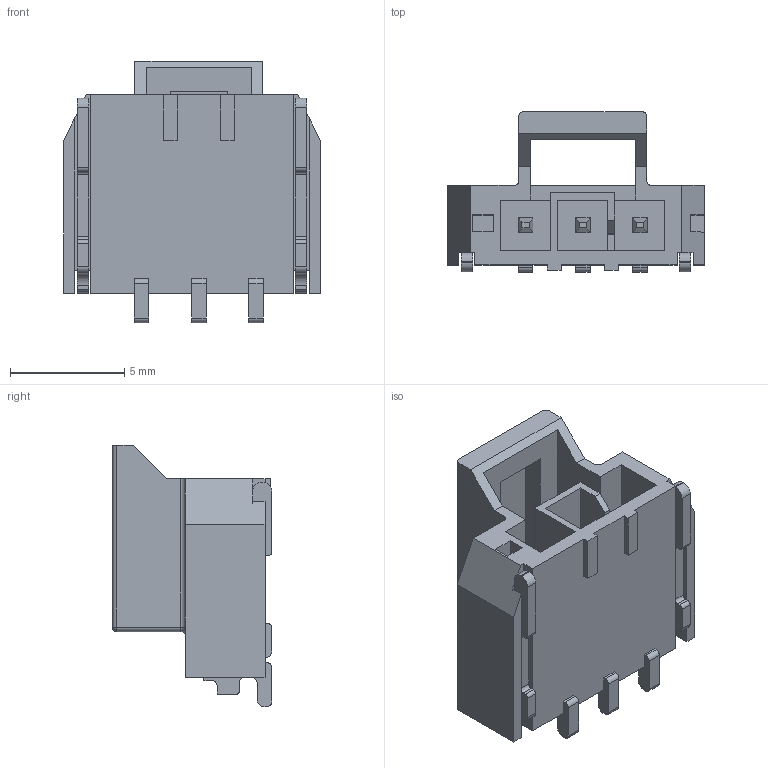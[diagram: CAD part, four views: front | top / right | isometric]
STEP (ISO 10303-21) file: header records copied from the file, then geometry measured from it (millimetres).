
FILE_DESCRIPTION((''),'2;1');
FILE_NAME('1054301303','2019-01-29T',('gga'),(''),'PRO/ENGINEER BY PARAMETRIC TECHNOLOGY CORPORATION, 2016010','PRO/ENGINEER BY PARAMETRIC TECHNOLOGY CORPORATION, 2016010','');
FILE_SCHEMA(('CONFIG_CONTROL_DESIGN'));
Length unit declared in the file: millimetre
Products named in the file (1): 1054301303
Bounding box: 11.24 x 6.99 x 11.43 mm (x, y, z)
Volume: 288.8 mm3; surface area: 786.5 mm2
Topology: 1 solids, 1 shells, 227 faces, 654 edges, 434 vertices
Faces by surface type: plane 176, cylinder 47, torus 2, sphere 2
Entity records: 7372 total; most frequent: CARTESIAN_POINT 1296, ORIENTED_EDGE 1268, DIRECTION 1206, EDGE_CURVE 634, VECTOR 558, LINE 558, VERTEX_POINT 414, AXIS2_PLACEMENT_3D 324
